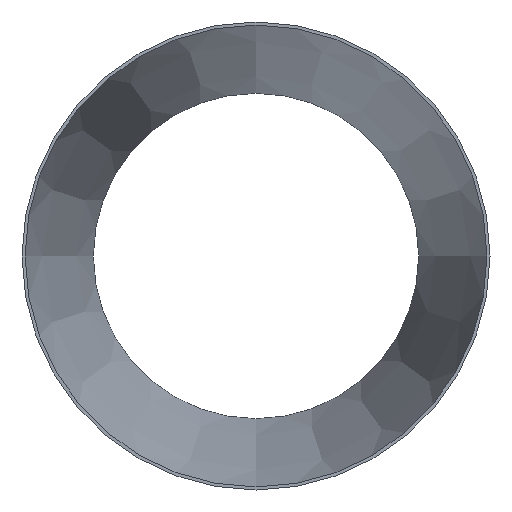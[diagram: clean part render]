
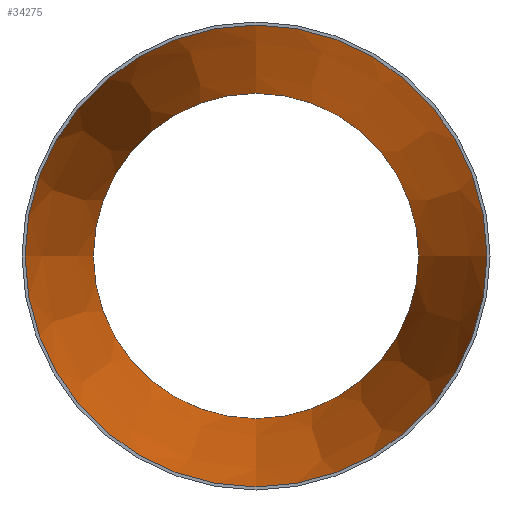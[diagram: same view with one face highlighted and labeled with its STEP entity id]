
A CAD part, front view. The second image highlights one B-rep face of the part: STEP entity #34275.
In plain terms, the highlighted conical face has half-angle 9.923 degrees and reference radius 225.554 mm.
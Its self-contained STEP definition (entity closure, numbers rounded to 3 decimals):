
#1231 = DIRECTION ( 'NONE',  ( 0., -1., 0. ) ) ;
#3665 = VERTEX_POINT ( 'NONE', #30186 ) ;
#4803 = DIRECTION ( 'NONE',  ( 0., 0., -1. ) ) ;
#6023 = AXIS2_PLACEMENT_3D ( 'NONE', #17761, #1231, #11867 ) ;
#11867 = DIRECTION ( 'NONE',  ( 0., 0., -1. ) ) ;
#12598 = CIRCLE ( 'NONE', #17493, 158.904 ) ;
#14068 = DIRECTION ( 'NONE',  ( 0., -1., 0. ) ) ;
#17152 = CARTESIAN_POINT ( 'NONE',  ( 0., 0., -225.554 ) ) ;
#17493 = AXIS2_PLACEMENT_3D ( 'NONE', #27635, #37838, #4803 ) ;
#17761 = CARTESIAN_POINT ( 'NONE',  ( 0., 0., 0. ) ) ;
#19464 = ORIENTED_EDGE ( 'NONE', *, *, #26283, .F. ) ;
#21648 = FACE_OUTER_BOUND ( 'NONE', #22202, .T. ) ;
#22202 = EDGE_LOOP ( 'NONE', ( #33992 ) ) ;
#22660 = AXIS2_PLACEMENT_3D ( 'NONE', #27750, #14068, #24486 ) ;
#24486 = DIRECTION ( 'NONE',  ( 0., 0., -1. ) ) ;
#26283 = EDGE_CURVE ( 'NONE', #3665, #3665, #12598, .T. ) ;
#27635 = CARTESIAN_POINT ( 'NONE',  ( 0., 381., 0. ) ) ;
#27750 = CARTESIAN_POINT ( 'NONE',  ( 0., 0., 0. ) ) ;
#28209 = EDGE_CURVE ( 'NONE', #33684, #33684, #35182, .T. ) ;
#29302 = EDGE_LOOP ( 'NONE', ( #19464 ) ) ;
#30186 = CARTESIAN_POINT ( 'NONE',  ( 0., 381., -158.904 ) ) ;
#31741 = CONICAL_SURFACE ( 'NONE', #6023, 225.554, 0.173 ) ;
#33684 = VERTEX_POINT ( 'NONE', #17152 ) ;
#33992 = ORIENTED_EDGE ( 'NONE', *, *, #28209, .T. ) ;
#34275 = ADVANCED_FACE ( 'NONE', ( #41422, #21648 ), #31741, .F. ) ;
#35182 = CIRCLE ( 'NONE', #22660, 225.554 ) ;
#37838 = DIRECTION ( 'NONE',  ( 0., -1., 0. ) ) ;
#41422 = FACE_BOUND ( 'NONE', #29302, .T. ) ;
